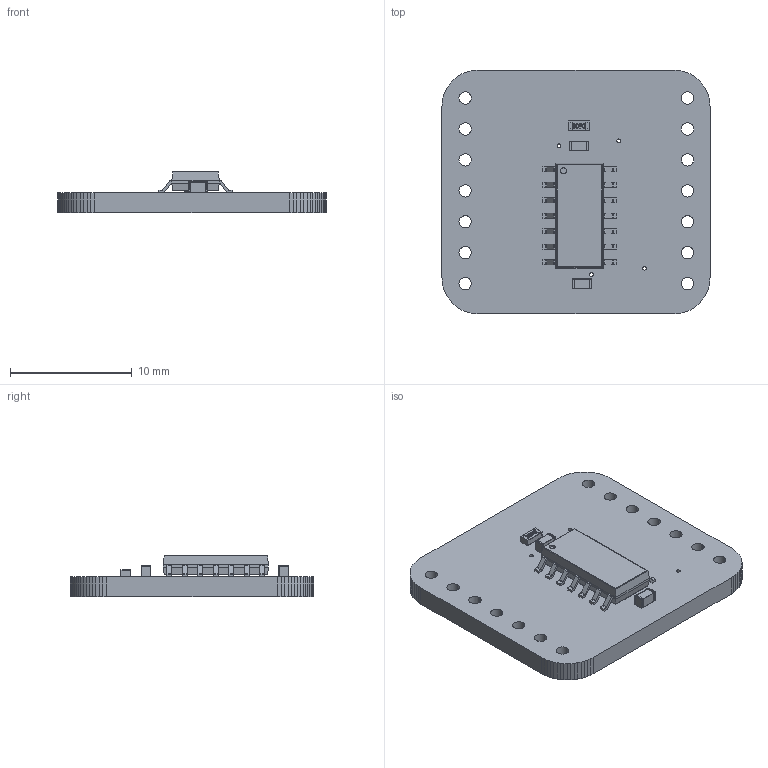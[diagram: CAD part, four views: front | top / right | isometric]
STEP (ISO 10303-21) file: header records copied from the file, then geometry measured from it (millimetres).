
FILE_DESCRIPTION(('PCB Model'),'2;1');
FILE_NAME('TXB0104_1.STEP', '2021-04-03T09:16:29',('pritesh'),('Unspecified'), 'Open CASCADE STEP processor 6.8','Proteus','Unknown');
FILE_SCHEMA(('AUTOMOTIVE_DESIGN { 1 0 10303 214 1 1 1 1 }'));
Length unit declared in the file: millimetre
Products named in the file (37): Open CASCADE STEP translator 6.8 1; Layer_1; U1; Open CASCADE STEP translator 6.8 1.2.1; Body_1; =>[0:1:1:2]; =>[0:1:1:3]; SOLID; R1; Open CASCADE STEP translator 6.8 1.3.1; =>[0:1:1:4]; =>[0:1:1:5]; =>[0:1:1:6]; C1; Open CASCADE STEP translator 6.8 1.4.1; Part_3; Part_2; Part_1; C2; Open CASCADE STEP translator 6.8 1.5.1
Assembly tree (39 placements, depth 6):
  Open CASCADE STEP translator 6.8 1
    Layer_1
    U1
      Open CASCADE STEP translator 6.8 1.2.1
        Body_1
          =>[0:1:1:2]
          =>[0:1:1:3]
            SOLID
            SOLID
            SOLID
            SOLID
            SOLID
            SOLID
            SOLID
            SOLID
            SOLID
            SOLID
            SOLID
            SOLID
            SOLID
            SOLID
    R1
      Open CASCADE STEP translator 6.8 1.3.1
        Body_1
          =>[0:1:1:3]
          =>[0:1:1:4]
          =>[0:1:1:5]
          =>[0:1:1:6]
    C1
      Open CASCADE STEP translator 6.8 1.4.1
        Body_1
          Part_3
          Part_2
          Part_1
    C2
      Open CASCADE STEP translator 6.8 1.5.1
        Body_1
          Part_3
          Part_2
          Part_1
Bounding box: 22 x 20 x 3.39 mm (x, y, z)
Volume: 746.3 mm3; surface area: 1209.5 mm2
Topology: 26 solids, 26 shells, 499 faces, 1269 edges, 814 vertices
Faces by surface type: plane 314, cylinder 128, bspline 41, sphere 16
Entity records: 18287 total; most frequent: CARTESIAN_POINT 5332, ORIENTED_EDGE 2314, DIRECTION 2168, EDGE_CURVE 1157, LINE 848, VECTOR 848, VERTEX_POINT 758, AXIS2_PLACEMENT_3D 660
